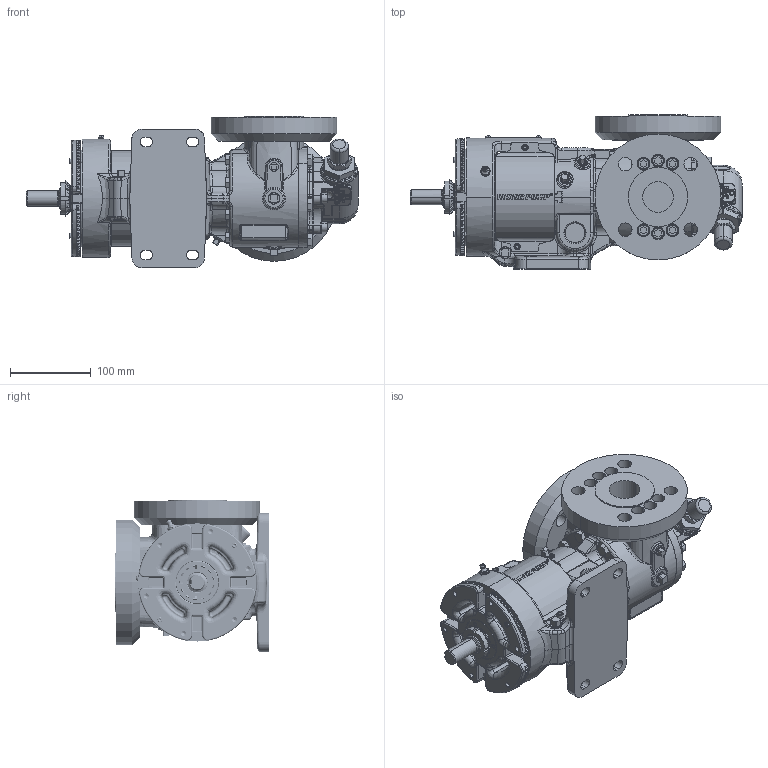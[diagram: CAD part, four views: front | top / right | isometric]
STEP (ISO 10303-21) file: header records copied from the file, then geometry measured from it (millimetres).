
FILE_DESCRIPTION (( 'STEP AP214' ), '1' );
FILE_NAME ('HV-4187.STEP', '2024-04-02T21:15:19', ( '' ), ( '' ), 'SwSTEP 2.0', 'SolidWorks 2022', '' );
FILE_SCHEMA (( 'AUTOMOTIVE_DESIGN' ));
Length unit declared in the file: inch
Products named in the file (1): HV-4187
Bounding box: 410.15 x 190.5 x 187.32 mm (x, y, z)
Volume: 4432898.6 mm3; surface area: 446824.7 mm2
Topology: 1 solids, 13 shells, 5143 faces, 13057 edges, 8184 vertices
Faces by surface type: plane 1774, bspline 1602, cylinder 1004, cone 540, torus 129, sphere 94
Entity records: 285391 total; most frequent: CARTESIAN_POINT 107153, ORIENTED_EDGE 25938, DIRECTION 18797, EDGE_CURVE 12969, VERTEX_POINT 8176, AXIS2_PLACEMENT_3D 6611, LINE 5575, VECTOR 5575
